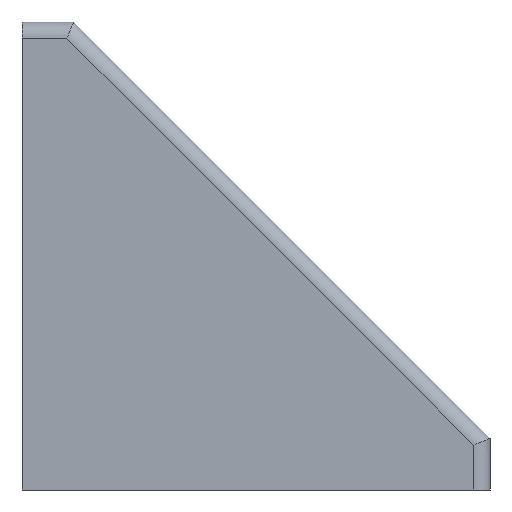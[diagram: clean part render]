
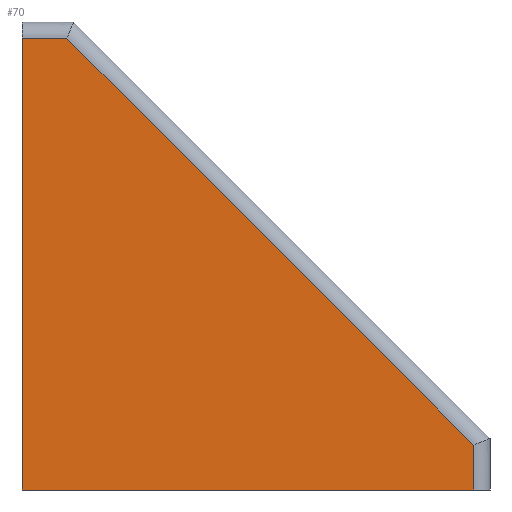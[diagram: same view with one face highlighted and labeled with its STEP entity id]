
A CAD part, left-side view. The second image highlights one B-rep face of the part: STEP entity #70.
In plain terms, the highlighted planar face has unit normal (-1, 0, 0).
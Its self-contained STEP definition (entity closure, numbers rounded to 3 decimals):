
#70=ADVANCED_FACE('1268',(#178),#179,.F.);
#178=FACE_OUTER_BOUND('',#329,.T.);
#179=PLANE('',#330);
#329=EDGE_LOOP('',(#474,#475,#476,#477,#478));
#330=AXIS2_PLACEMENT_3D('',#479,#480,#481);
#474=ORIENTED_EDGE('',*,*,#901,.F.);
#475=ORIENTED_EDGE('',*,*,#902,.F.);
#476=ORIENTED_EDGE('',*,*,#903,.T.);
#477=ORIENTED_EDGE('',*,*,#904,.T.);
#478=ORIENTED_EDGE('',*,*,#905,.T.);
#479=CARTESIAN_POINT('',(-21.5,0.0,0.0));
#480=DIRECTION('',(1.0,0.0,-0.0));
#481=DIRECTION('',(0.0,0.0,1.0));
#901=EDGE_CURVE('1362',#1070,#1071,#1072,.T.);
#902=EDGE_CURVE('1361',#1073,#1070,#1074,.T.);
#903=EDGE_CURVE('1358',#1073,#1075,#1076,.T.);
#904=EDGE_CURVE('1356',#1075,#1077,#1078,.T.);
#905=EDGE_CURVE('1353',#1077,#1071,#1079,.T.);
#1070=VERTEX_POINT('',#1319);
#1071=VERTEX_POINT('',#1320);
#1072=LINE('',#1321,#1322);
#1073=VERTEX_POINT('',#1323);
#1074=LINE('',#1324,#1325);
#1075=VERTEX_POINT('',#1326);
#1076=LINE('',#1327,#1328);
#1077=VERTEX_POINT('',#1329);
#1078=LINE('',#1330,#1331);
#1079=LINE('',#1332,#1333);
#1319=CARTESIAN_POINT('',(-21.5,0.0,0.0));
#1320=CARTESIAN_POINT('',(-21.5,0.0,83.0));
#1321=CARTESIAN_POINT('',(-21.5,0.0,0.0));
#1322=VECTOR('',#1702,83.0);
#1323=CARTESIAN_POINT('',(-21.5,-83.0,0.0));
#1324=CARTESIAN_POINT('',(-21.5,-83.0,0.0));
#1325=VECTOR('',#1703,83.0);
#1326=CARTESIAN_POINT('',(-21.5,-83.0,8.257));
#1327=CARTESIAN_POINT('',(-21.5,-83.0,0.0));
#1328=VECTOR('',#1704,8.257);
#1329=CARTESIAN_POINT('',(-21.5,-8.257,83.0));
#1330=CARTESIAN_POINT('',(-21.5,-83.0,8.257));
#1331=VECTOR('',#1705,105.702);
#1332=CARTESIAN_POINT('',(-21.5,-8.257,83.0));
#1333=VECTOR('',#1706,8.257);
#1702=DIRECTION('',(0.0,0.0,1.0));
#1703=DIRECTION('',(0.0,1.0,0.0));
#1704=DIRECTION('',(0.0,0.0,1.0));
#1705=DIRECTION('',(0.0,0.707,0.707));
#1706=DIRECTION('',(0.0,1.0,0.0));
